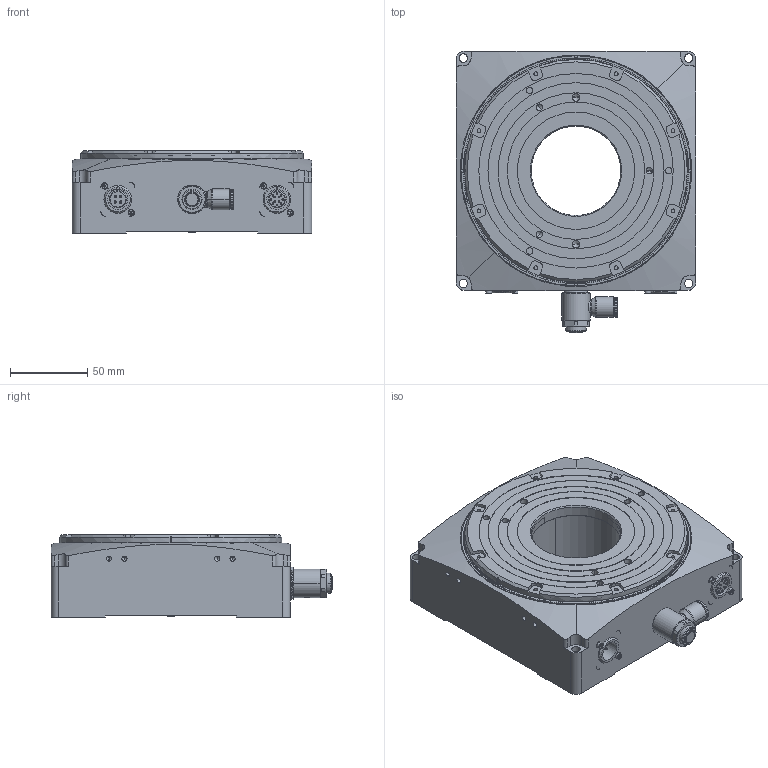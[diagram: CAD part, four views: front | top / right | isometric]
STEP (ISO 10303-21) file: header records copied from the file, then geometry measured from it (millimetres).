
FILE_DESCRIPTION((''),'2;1');
FILE_NAME('745534-01-D01','2012-06-20T',('ch5375'),(''),'PRO/ENGINEER BY PARAMETRIC TECHNOLOGY CORPORATION, 2010370','PRO/ENGINEER BY PARAMETRIC TECHNOLOGY CORPORATION, 2010370','');
FILE_SCHEMA(('CONFIG_CONTROL_DESIGN','SHAPE_APPEARANCE_LAYERS_GROUPS'));
Products named in the file (1): 745534-01-D01
Bounding box: 155 x 182.48 x 53.5 mm (x, y, z)
Volume: 1055623.8 mm3; surface area: 97048.4 mm2
Topology: 1 solids, 19 shells, 2256 faces, 6297 edges, 4119 vertices
Faces by surface type: plane 1749, cylinder 322, cone 158, torus 24, sphere 3
Entity records: 72687 total; most frequent: CARTESIAN_POINT 13919, ORIENTED_EDGE 12496, DIRECTION 12016, EDGE_CURVE 6248, VECTOR 4506, LINE 4506, VERTEX_POINT 4119, AXIS2_PLACEMENT_3D 3755
